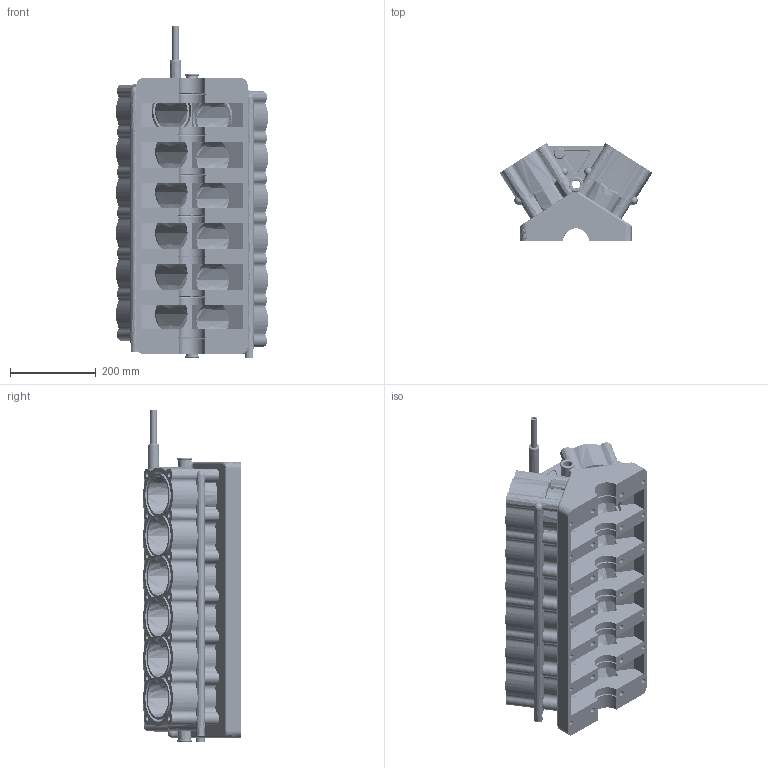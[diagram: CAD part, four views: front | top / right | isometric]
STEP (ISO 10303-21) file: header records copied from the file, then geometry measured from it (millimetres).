
FILE_DESCRIPTION(('FreeCAD Model'),'2;1');
FILE_NAME('Open CASCADE Shape Model','2025-05-04T12:01:58',('FreeCAD'),( 'FreeCAD'),'Open CASCADE STEP processor 7.6','FreeCAD','Unknown');
FILE_SCHEMA(('AUTOMOTIVE_DESIGN { 1 0 10303 214 1 1 1 1 }'));
Products named in the file (1): Open CASCADE STEP translator 7.6 1
Bounding box: 355.3 x 227.94 x 773.74 mm (x, y, z)
Volume: 12436286.2 mm3; surface area: 2562573.2 mm2
Topology: 1 solids, 2 shells, 2593 faces, 7930 edges, 5141 vertices
Faces by surface type: bspline 2593
Entity records: 97455 total; most frequent: CARTESIAN_POINT 54949, ORIENTED_EDGE 15816, EDGE_CURVE 7908, VERTEX_POINT 5141, FACE_BOUND 3575, EDGE_LOOP 3575, B_SPLINE_CURVE_WITH_KNOTS 3370, ADVANCED_FACE 2593
